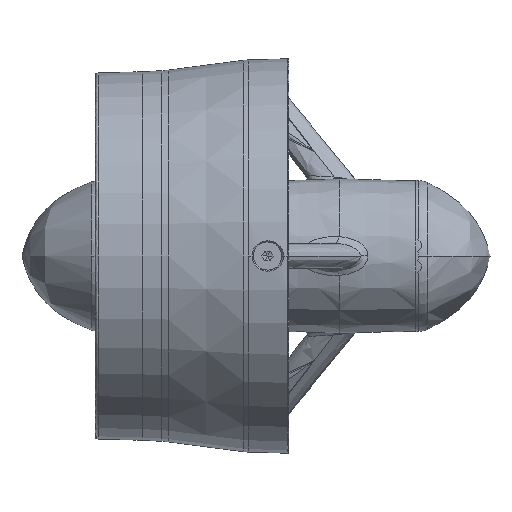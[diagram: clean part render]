
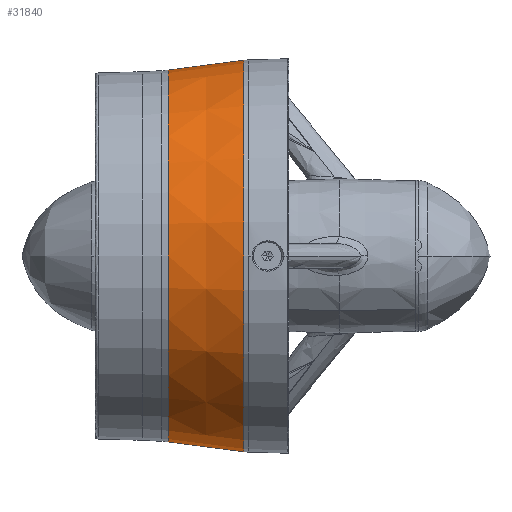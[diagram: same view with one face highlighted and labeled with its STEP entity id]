
A CAD part, left-side view. The second image highlights one B-rep face of the part: STEP entity #31840.
In plain terms, the highlighted conical face has half-angle 7.423 degrees and reference radius 40.913 mm.
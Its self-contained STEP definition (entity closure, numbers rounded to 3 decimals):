
#85 = LINE ( 'NONE', #8114, #30167 ) ;
#193 = AXIS2_PLACEMENT_3D ( 'NONE', #45296, #2194, #2692 ) ;
#1004 = DIRECTION ( 'NONE',  ( 0., 0., 1. ) ) ;
#2194 = DIRECTION ( 'NONE',  ( 0., 1., 0. ) ) ;
#2692 = DIRECTION ( 'NONE',  ( 0., 0., -1. ) ) ;
#4551 = DIRECTION ( 'NONE',  ( 0., -0.992, 0.129 ) ) ;
#4790 = LINE ( 'NONE', #46907, #25159 ) ;
#8114 = CARTESIAN_POINT ( 'NONE',  ( 0., 1.211, -40.913 ) ) ;
#9807 = DIRECTION ( 'NONE',  ( 0., 0., -1. ) ) ;
#13882 = VERTEX_POINT ( 'NONE', #18468 ) ;
#18468 = CARTESIAN_POINT ( 'NONE',  ( 0., 1.211, -40.913 ) ) ;
#19370 = EDGE_CURVE ( 'NONE', #40886, #13882, #85, .T. ) ;
#21842 = DIRECTION ( 'NONE',  ( 0., -1., 0. ) ) ;
#22872 = CARTESIAN_POINT ( 'NONE',  ( 0., 16.997, 38.856 ) ) ;
#23667 = CIRCLE ( 'NONE', #30069, 38.856 ) ;
#25159 = VECTOR ( 'NONE', #4551, 1000. ) ;
#28059 = ORIENTED_EDGE ( 'NONE', *, *, #41999, .T. ) ;
#30069 = AXIS2_PLACEMENT_3D ( 'NONE', #31099, #42390, #1004 ) ;
#30167 = VECTOR ( 'NONE', #34213, 1000. ) ;
#30852 = ORIENTED_EDGE ( 'NONE', *, *, #19370, .T. ) ;
#31099 = CARTESIAN_POINT ( 'NONE',  ( 0., 16.997, 0. ) ) ;
#31840 = ADVANCED_FACE ( 'NONE', ( #33643 ), #41171, .T. ) ;
#32073 = CARTESIAN_POINT ( 'NONE',  ( 0., 1.211, 40.913 ) ) ;
#33153 = AXIS2_PLACEMENT_3D ( 'NONE', #44409, #21842, #9807 ) ;
#33643 = FACE_OUTER_BOUND ( 'NONE', #47671, .T. ) ;
#34213 = DIRECTION ( 'NONE',  ( 0., -0.992, -0.129 ) ) ;
#36229 = CIRCLE ( 'NONE', #193, 40.913 ) ;
#37794 = ORIENTED_EDGE ( 'NONE', *, *, #46589, .T. ) ;
#38635 = EDGE_CURVE ( 'NONE', #45686, #39424, #4790, .T. ) ;
#39424 = VERTEX_POINT ( 'NONE', #32073 ) ;
#40517 = CARTESIAN_POINT ( 'NONE',  ( 0., 16.997, -38.856 ) ) ;
#40886 = VERTEX_POINT ( 'NONE', #40517 ) ;
#41171 = CONICAL_SURFACE ( 'NONE', #33153, 40.913, 0.13 ) ;
#41999 = EDGE_CURVE ( 'NONE', #45686, #40886, #23667, .T. ) ;
#42390 = DIRECTION ( 'NONE',  ( 0., -1., 0. ) ) ;
#44409 = CARTESIAN_POINT ( 'NONE',  ( 0., 1.211, 0. ) ) ;
#45296 = CARTESIAN_POINT ( 'NONE',  ( 0., 1.211, 0. ) ) ;
#45686 = VERTEX_POINT ( 'NONE', #22872 ) ;
#46589 = EDGE_CURVE ( 'NONE', #13882, #39424, #36229, .T. ) ;
#46907 = CARTESIAN_POINT ( 'NONE',  ( 0., 1.211, 40.913 ) ) ;
#47671 = EDGE_LOOP ( 'NONE', ( #48846, #28059, #30852, #37794 ) ) ;
#48846 = ORIENTED_EDGE ( 'NONE', *, *, #38635, .F. ) ;
